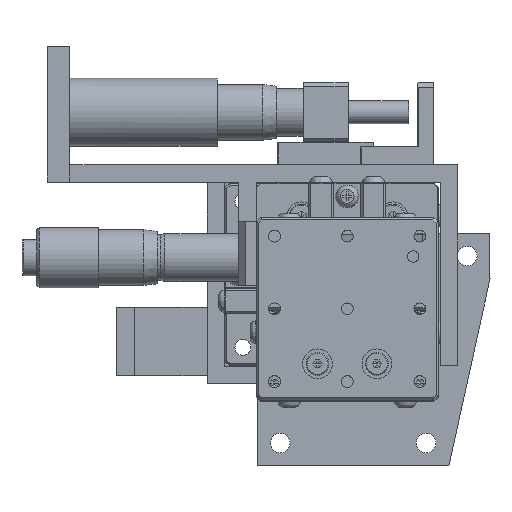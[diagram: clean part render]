
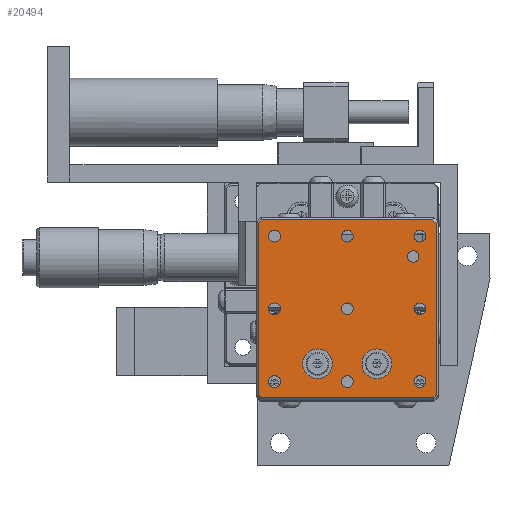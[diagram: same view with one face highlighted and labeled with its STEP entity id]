
A CAD part, top view. The second image highlights one B-rep face of the part: STEP entity #20494.
In plain terms, the highlighted face is planar.
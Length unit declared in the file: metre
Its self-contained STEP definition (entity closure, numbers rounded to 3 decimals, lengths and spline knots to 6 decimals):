
#1057=CIRCLE('',#22644,0.0013);
#1059=CIRCLE('',#22647,0.0013);
#1061=CIRCLE('',#22650,0.0013);
#1063=CIRCLE('',#22653,0.0013);
#1065=CIRCLE('',#22656,0.0013);
#1067=CIRCLE('',#22659,0.0013);
#1069=CIRCLE('',#22662,0.0013);
#1071=CIRCLE('',#22665,0.0013);
#1073=CIRCLE('',#22668,0.0013);
#1075=CIRCLE('',#22672,0.00125);
#1078=CIRCLE('',#22677,0.00325);
#1079=CIRCLE('',#22678,0.00325);
#5208=ORIENTED_EDGE('',*,*,#8543,.T.);
#5209=ORIENTED_EDGE('',*,*,#8544,.T.);
#5210=ORIENTED_EDGE('',*,*,#8545,.T.);
#5211=ORIENTED_EDGE('',*,*,#8546,.T.);
#5212=ORIENTED_EDGE('',*,*,#8547,.T.);
#5213=ORIENTED_EDGE('',*,*,#8548,.T.);
#5214=ORIENTED_EDGE('',*,*,#8549,.T.);
#5215=ORIENTED_EDGE('',*,*,#8550,.T.);
#5216=ORIENTED_EDGE('',*,*,#8551,.T.);
#5217=ORIENTED_EDGE('',*,*,#8552,.T.);
#5218=ORIENTED_EDGE('',*,*,#8526,.T.);
#5219=ORIENTED_EDGE('',*,*,#8524,.T.);
#5220=ORIENTED_EDGE('',*,*,#8522,.T.);
#5221=ORIENTED_EDGE('',*,*,#8520,.T.);
#5222=ORIENTED_EDGE('',*,*,#8518,.T.);
#5223=ORIENTED_EDGE('',*,*,#8516,.T.);
#5224=ORIENTED_EDGE('',*,*,#8514,.T.);
#5225=ORIENTED_EDGE('',*,*,#8512,.T.);
#5226=ORIENTED_EDGE('',*,*,#8510,.T.);
#5227=ORIENTED_EDGE('',*,*,#8532,.T.);
#8510=EDGE_CURVE('',#10501,#10501,#1057,.T.);
#8512=EDGE_CURVE('',#10503,#10503,#1059,.T.);
#8514=EDGE_CURVE('',#10505,#10505,#1061,.T.);
#8516=EDGE_CURVE('',#10507,#10507,#1063,.T.);
#8518=EDGE_CURVE('',#10509,#10509,#1065,.T.);
#8520=EDGE_CURVE('',#10511,#10511,#1067,.T.);
#8522=EDGE_CURVE('',#10513,#10513,#1069,.T.);
#8524=EDGE_CURVE('',#10515,#10515,#1071,.T.);
#8526=EDGE_CURVE('',#10517,#10517,#1073,.T.);
#8532=EDGE_CURVE('',#10523,#10523,#1075,.T.);
#8543=EDGE_CURVE('',#10534,#10535,#12379,.T.);
#8544=EDGE_CURVE('',#10535,#10536,#12380,.T.);
#8545=EDGE_CURVE('',#10536,#10537,#12381,.T.);
#8546=EDGE_CURVE('',#10537,#10538,#12382,.T.);
#8547=EDGE_CURVE('',#10538,#10539,#12383,.T.);
#8548=EDGE_CURVE('',#10539,#10540,#12384,.T.);
#8549=EDGE_CURVE('',#10540,#10541,#12385,.T.);
#8550=EDGE_CURVE('',#10541,#10534,#12386,.T.);
#8551=EDGE_CURVE('',#10542,#10542,#1078,.T.);
#8552=EDGE_CURVE('',#10543,#10543,#1079,.T.);
#10501=VERTEX_POINT('',#33451);
#10503=VERTEX_POINT('',#33456);
#10505=VERTEX_POINT('',#33461);
#10507=VERTEX_POINT('',#33466);
#10509=VERTEX_POINT('',#33471);
#10511=VERTEX_POINT('',#33476);
#10513=VERTEX_POINT('',#33481);
#10515=VERTEX_POINT('',#33486);
#10517=VERTEX_POINT('',#33491);
#10523=VERTEX_POINT('',#33505);
#10534=VERTEX_POINT('',#33529);
#10535=VERTEX_POINT('',#33530);
#10536=VERTEX_POINT('',#33532);
#10537=VERTEX_POINT('',#33534);
#10538=VERTEX_POINT('',#33536);
#10539=VERTEX_POINT('',#33538);
#10540=VERTEX_POINT('',#33540);
#10541=VERTEX_POINT('',#33542);
#10542=VERTEX_POINT('',#33545);
#10543=VERTEX_POINT('',#33547);
#12379=LINE('',#33528,#14350);
#12380=LINE('',#33531,#14351);
#12381=LINE('',#33533,#14352);
#12382=LINE('',#33535,#14353);
#12383=LINE('',#33537,#14354);
#12384=LINE('',#33539,#14355);
#12385=LINE('',#33541,#14356);
#12386=LINE('',#33543,#14357);
#14350=VECTOR('',#27467,1.);
#14351=VECTOR('',#27468,1.);
#14352=VECTOR('',#27469,1.);
#14353=VECTOR('',#27470,1.);
#14354=VECTOR('',#27471,1.);
#14355=VECTOR('',#27472,1.);
#14356=VECTOR('',#27473,1.);
#14357=VECTOR('',#27474,1.);
#16290=EDGE_LOOP('',(#5208,#5209,#5210,#5211,#5212,#5213,#5214,#5215));
#16291=EDGE_LOOP('',(#5216));
#16292=EDGE_LOOP('',(#5217));
#16293=EDGE_LOOP('',(#5218));
#16294=EDGE_LOOP('',(#5219));
#16295=EDGE_LOOP('',(#5220));
#16296=EDGE_LOOP('',(#5221));
#16297=EDGE_LOOP('',(#5222));
#16298=EDGE_LOOP('',(#5223));
#16299=EDGE_LOOP('',(#5224));
#16300=EDGE_LOOP('',(#5225));
#16301=EDGE_LOOP('',(#5226));
#16302=EDGE_LOOP('',(#5227));
#18153=FACE_BOUND('',#16290,.T.);
#18154=FACE_BOUND('',#16291,.T.);
#18155=FACE_BOUND('',#16292,.T.);
#18156=FACE_BOUND('',#16293,.T.);
#18157=FACE_BOUND('',#16294,.T.);
#18158=FACE_BOUND('',#16295,.T.);
#18159=FACE_BOUND('',#16296,.T.);
#18160=FACE_BOUND('',#16297,.T.);
#18161=FACE_BOUND('',#16298,.T.);
#18162=FACE_BOUND('',#16299,.T.);
#18163=FACE_BOUND('',#16300,.T.);
#18164=FACE_BOUND('',#16301,.T.);
#18165=FACE_BOUND('',#16302,.T.);
#19315=PLANE('',#22676);
#20494=ADVANCED_FACE('',(#18153,#18154,#18155,#18156,#18157,#18158,#18159,
#18160,#18161,#18162,#18163,#18164,#18165),#19315,.F.);
#22644=AXIS2_PLACEMENT_3D('',#33450,#27389,#27390);
#22647=AXIS2_PLACEMENT_3D('',#33455,#27395,#27396);
#22650=AXIS2_PLACEMENT_3D('',#33460,#27401,#27402);
#22653=AXIS2_PLACEMENT_3D('',#33465,#27407,#27408);
#22656=AXIS2_PLACEMENT_3D('',#33470,#27413,#27414);
#22659=AXIS2_PLACEMENT_3D('',#33475,#27419,#27420);
#22662=AXIS2_PLACEMENT_3D('',#33480,#27425,#27426);
#22665=AXIS2_PLACEMENT_3D('',#33485,#27431,#27432);
#22668=AXIS2_PLACEMENT_3D('',#33490,#27437,#27438);
#22672=AXIS2_PLACEMENT_3D('',#33504,#27449,#27450);
#22676=AXIS2_PLACEMENT_3D('',#33527,#27465,#27466);
#22677=AXIS2_PLACEMENT_3D('',#33544,#27475,#27476);
#22678=AXIS2_PLACEMENT_3D('',#33546,#27477,#27478);
#27389=DIRECTION('',(0.,0.,1.));
#27390=DIRECTION('',(1.,0.,0.));
#27395=DIRECTION('',(0.,0.,1.));
#27396=DIRECTION('',(1.,0.,0.));
#27401=DIRECTION('',(0.,0.,1.));
#27402=DIRECTION('',(1.,0.,0.));
#27407=DIRECTION('',(0.,0.,1.));
#27408=DIRECTION('',(1.,0.,0.));
#27413=DIRECTION('',(0.,0.,1.));
#27414=DIRECTION('',(1.,0.,0.));
#27419=DIRECTION('',(0.,0.,1.));
#27420=DIRECTION('',(1.,0.,0.));
#27425=DIRECTION('',(0.,0.,1.));
#27426=DIRECTION('',(1.,0.,0.));
#27431=DIRECTION('',(0.,0.,1.));
#27432=DIRECTION('',(1.,0.,0.));
#27437=DIRECTION('',(0.,0.,1.));
#27438=DIRECTION('',(1.,0.,0.));
#27449=DIRECTION('',(0.,0.,1.));
#27450=DIRECTION('',(1.,0.,0.));
#27465=DIRECTION('',(0.,0.,1.));
#27466=DIRECTION('',(1.,0.,0.));
#27467=DIRECTION('',(-0.707,0.707,0.));
#27468=DIRECTION('',(0.,1.,0.));
#27469=DIRECTION('',(0.707,0.707,0.));
#27470=DIRECTION('',(1.,0.,0.));
#27471=DIRECTION('',(0.707,-0.707,0.));
#27472=DIRECTION('',(0.,-1.,0.));
#27473=DIRECTION('',(-0.707,-0.707,0.));
#27474=DIRECTION('',(-1.,0.,0.));
#27475=DIRECTION('',(0.,0.,1.));
#27476=DIRECTION('',(1.,0.,0.));
#27477=DIRECTION('',(0.,0.,1.));
#27478=DIRECTION('',(1.,0.,0.));
#33450=CARTESIAN_POINT('',(0.01595,0.01595,0.));
#33451=CARTESIAN_POINT('',(0.01725,0.01595,0.));
#33455=CARTESIAN_POINT('',(0.01595,0.,0.));
#33456=CARTESIAN_POINT('',(0.01725,0.,0.));
#33460=CARTESIAN_POINT('',(0.01595,-0.01595,0.));
#33461=CARTESIAN_POINT('',(0.01725,-0.01595,0.));
#33465=CARTESIAN_POINT('',(0.,0.01595,0.));
#33466=CARTESIAN_POINT('',(0.0013,0.01595,0.));
#33470=CARTESIAN_POINT('',(0.,0.,0.));
#33471=CARTESIAN_POINT('',(0.0013,0.,0.));
#33475=CARTESIAN_POINT('',(0.,-0.01595,0.));
#33476=CARTESIAN_POINT('',(0.0013,-0.01595,0.));
#33480=CARTESIAN_POINT('',(-0.01595,0.01595,0.));
#33481=CARTESIAN_POINT('',(-0.01465,0.01595,0.));
#33485=CARTESIAN_POINT('',(-0.01595,0.,0.));
#33486=CARTESIAN_POINT('',(-0.01465,0.,0.));
#33490=CARTESIAN_POINT('',(-0.01595,-0.01595,0.));
#33491=CARTESIAN_POINT('',(-0.01465,-0.01595,0.));
#33504=CARTESIAN_POINT('',(0.0145,-0.0115,0.));
#33505=CARTESIAN_POINT('',(0.01575,-0.0115,0.));
#33527=CARTESIAN_POINT('',(0.,0.,0.));
#33528=CARTESIAN_POINT('',(-0.019646,-0.018646,0.));
#33529=CARTESIAN_POINT('',(-0.018793,-0.0195,0.));
#33530=CARTESIAN_POINT('',(-0.0195,-0.018793,0.));
#33531=CARTESIAN_POINT('',(-0.0195,0.,0.));
#33532=CARTESIAN_POINT('',(-0.0195,0.018793,0.));
#33533=CARTESIAN_POINT('',(-0.018646,0.019646,0.));
#33534=CARTESIAN_POINT('',(-0.018793,0.0195,0.));
#33535=CARTESIAN_POINT('',(0.,0.0195,0.));
#33536=CARTESIAN_POINT('',(0.018793,0.0195,0.));
#33537=CARTESIAN_POINT('',(0.019646,0.018646,0.));
#33538=CARTESIAN_POINT('',(0.0195,0.018793,0.));
#33539=CARTESIAN_POINT('',(0.0195,-0.019,0.));
#33540=CARTESIAN_POINT('',(0.0195,-0.018793,0.));
#33541=CARTESIAN_POINT('',(0.018646,-0.019646,0.));
#33542=CARTESIAN_POINT('',(0.018793,-0.0195,0.));
#33543=CARTESIAN_POINT('',(-0.019,-0.0195,0.));
#33544=CARTESIAN_POINT('',(-0.0065,0.01205,0.));
#33545=CARTESIAN_POINT('',(-0.00325,0.01205,0.));
#33546=CARTESIAN_POINT('',(0.0065,0.01205,0.));
#33547=CARTESIAN_POINT('',(0.00975,0.01205,0.));
